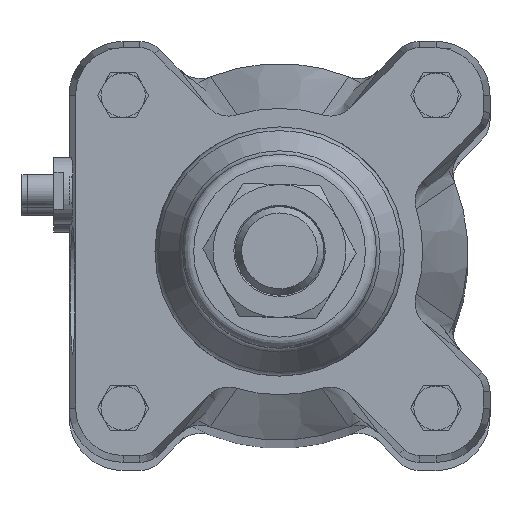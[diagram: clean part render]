
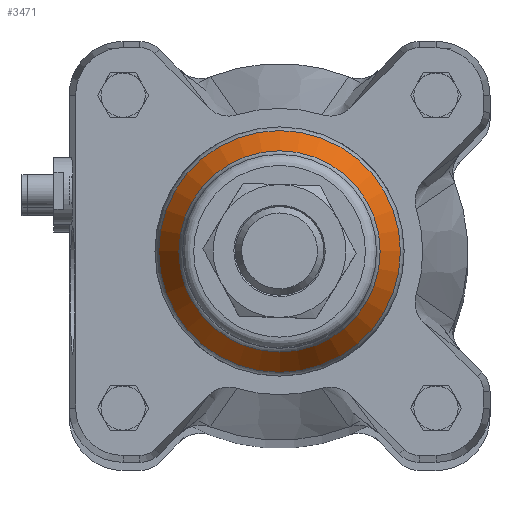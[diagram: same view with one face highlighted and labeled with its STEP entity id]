
A CAD part, top view. The second image highlights one B-rep face of the part: STEP entity #3471.
In plain terms, the highlighted conical face has half-angle 30 degrees and reference radius 20 mm.
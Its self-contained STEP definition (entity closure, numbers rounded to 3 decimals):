
#147=CONICAL_SURFACE('',#3785,20.,30.);
#825=FACE_BOUND('',#1200,.T.);
#943=FACE_OUTER_BOUND('',#1199,.T.);
#1199=EDGE_LOOP('',(#2713));
#1200=EDGE_LOOP('',(#2714));
#1488=CIRCLE('',#3784,21.83);
#1489=CIRCLE('',#3786,18.17);
#1738=VERTEX_POINT('',#5657);
#1739=VERTEX_POINT('',#5660);
#2109=EDGE_CURVE('',#1738,#1738,#1488,.T.);
#2110=EDGE_CURVE('',#1739,#1739,#1489,.T.);
#2713=ORIENTED_EDGE('',*,*,#2109,.F.);
#2714=ORIENTED_EDGE('',*,*,#2110,.T.);
#3471=ADVANCED_FACE('',(#943,#825),#147,.T.);
#3784=AXIS2_PLACEMENT_3D('',#5658,#4430,#4431);
#3785=AXIS2_PLACEMENT_3D('',#5659,#4432,#4433);
#3786=AXIS2_PLACEMENT_3D('',#5661,#4434,#4435);
#4430=DIRECTION('center_axis',(0.,0.,-1.));
#4431=DIRECTION('ref_axis',(1.,0.,0.));
#4432=DIRECTION('center_axis',(0.,0.,-1.));
#4433=DIRECTION('ref_axis',(-1.,0.,0.));
#4434=DIRECTION('center_axis',(0.,0.,-1.));
#4435=DIRECTION('ref_axis',(1.,0.,0.));
#5657=CARTESIAN_POINT('',(-21.83,0.,467.));
#5658=CARTESIAN_POINT('Origin',(0.,0.,467.));
#5659=CARTESIAN_POINT('Origin',(0.,0.,470.17));
#5660=CARTESIAN_POINT('',(-18.17,0.,473.34));
#5661=CARTESIAN_POINT('Origin',(0.,0.,473.34));
